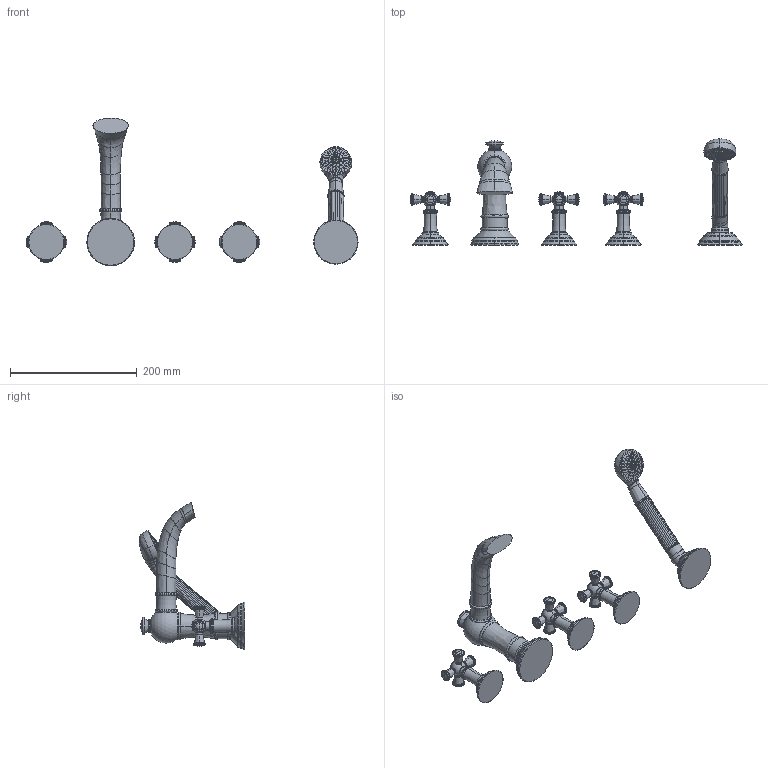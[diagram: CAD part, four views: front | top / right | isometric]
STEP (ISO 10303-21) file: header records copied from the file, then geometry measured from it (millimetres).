
FILE_DESCRIPTION((''),'2;1');
FILE_NAME('3-2407','2021-03-18T13:21:54',('jinson.thomas'),(''),'CREO PARAMETRIC BY PTC INC, 2018400','CREO PARAMETRIC BY PTC INC, 2018400','');
FILE_SCHEMA(('CONFIG_CONTROL_DESIGN'));
Length unit declared in the file: inch
Products named in the file (1): 3-2407
Bounding box: 524.24 x 167.25 x 233.35 mm (x, y, z)
Volume: 725738.7 mm3; surface area: 121255.5 mm2
Topology: 5 solids, 5 shells, 926 faces, 1974 edges, 1115 vertices
Faces by surface type: torus 322, cylinder 206, bspline 193, plane 87, cone 72, sphere 42, revolution 4
Entity records: 35599 total; most frequent: CARTESIAN_POINT 16890, ORIENTED_EDGE 3880, DIRECTION 3854, EDGE_CURVE 1940, AXIS2_PLACEMENT_3D 1776, VERTEX_POINT 1115, CIRCLE 1047, EDGE_LOOP 1017
